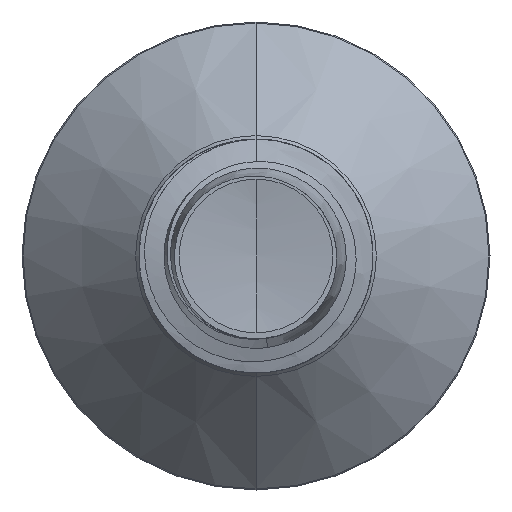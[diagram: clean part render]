
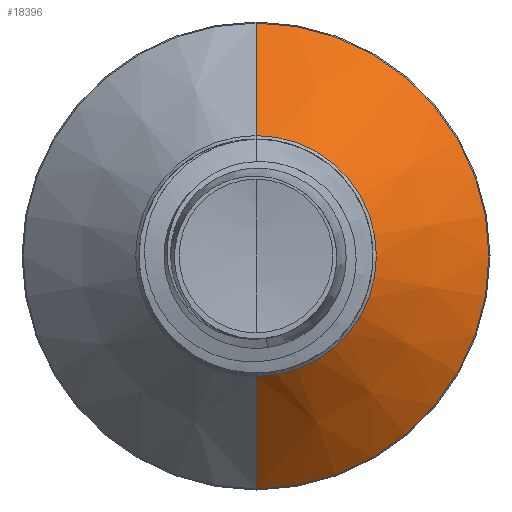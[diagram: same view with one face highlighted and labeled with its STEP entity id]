
A CAD part, front view. The second image highlights one B-rep face of the part: STEP entity #18396.
In plain terms, the highlighted conical face has half-angle 45 degrees and reference radius 3.088 mm.
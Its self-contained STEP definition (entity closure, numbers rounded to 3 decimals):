
#72 = VECTOR ( 'NONE', #27690, 1000. ) ;
#240 = VERTEX_POINT ( 'NONE', #34297 ) ;
#2085 = LINE ( 'NONE', #17959, #15872 ) ;
#2119 = DIRECTION ( 'NONE',  ( 0., 1., 0. ) ) ;
#3150 = ORIENTED_EDGE ( 'NONE', *, *, #18564, .T. ) ;
#3210 = AXIS2_PLACEMENT_3D ( 'NONE', #7332, #25602, #9974 ) ;
#5289 = ORIENTED_EDGE ( 'NONE', *, *, #21509, .T. ) ;
#5438 = AXIS2_PLACEMENT_3D ( 'NONE', #19439, #6351, #9025 ) ;
#6006 = CIRCLE ( 'NONE', #6505, 5.974 ) ;
#6351 = DIRECTION ( 'NONE',  ( 0., 1., 0. ) ) ;
#6397 = CARTESIAN_POINT ( 'NONE',  ( 0., 21.624, 5.974 ) ) ;
#6409 = LINE ( 'NONE', #9457, #72 ) ;
#6451 = ORIENTED_EDGE ( 'NONE', *, *, #27605, .F. ) ;
#6505 = AXIS2_PLACEMENT_3D ( 'NONE', #18507, #2119, #21075 ) ;
#7332 = CARTESIAN_POINT ( 'NONE',  ( 0., 18.739, 0. ) ) ;
#7373 = VERTEX_POINT ( 'NONE', #25616 ) ;
#9025 = DIRECTION ( 'NONE',  ( 0., 0., 1. ) ) ;
#9457 = CARTESIAN_POINT ( 'NONE',  ( 0., 18.739, -3.089 ) ) ;
#9974 = DIRECTION ( 'NONE',  ( 0., 0., 1. ) ) ;
#11175 = EDGE_LOOP ( 'NONE', ( #5289, #3150, #33770, #6451 ) ) ;
#11491 = VERTEX_POINT ( 'NONE', #6397 ) ;
#12721 = DIRECTION ( 'NONE',  ( 0., 0.707, 0.707 ) ) ;
#15069 = FACE_OUTER_BOUND ( 'NONE', #11175, .T. ) ;
#15452 = VERTEX_POINT ( 'NONE', #16164 ) ;
#15872 = VECTOR ( 'NONE', #12721, 1000. ) ;
#16164 = CARTESIAN_POINT ( 'NONE',  ( 0., 18.739, -3.089 ) ) ;
#17098 = EDGE_CURVE ( 'NONE', #11491, #7373, #6006, .T. ) ;
#17959 = CARTESIAN_POINT ( 'NONE',  ( 0., 18.739, 3.089 ) ) ;
#18396 = ADVANCED_FACE ( 'NONE', ( #15069 ), #20366, .T. ) ;
#18507 = CARTESIAN_POINT ( 'NONE',  ( 0., 21.624, 0. ) ) ;
#18564 = EDGE_CURVE ( 'NONE', #15452, #7373, #6409, .T. ) ;
#19439 = CARTESIAN_POINT ( 'NONE',  ( 0., 18.739, 0. ) ) ;
#20366 = CONICAL_SURFACE ( 'NONE', #5438, 3.089, 0.785 ) ;
#21075 = DIRECTION ( 'NONE',  ( 0., 0., 1. ) ) ;
#21509 = EDGE_CURVE ( 'NONE', #240, #15452, #24396, .T. ) ;
#24396 = CIRCLE ( 'NONE', #3210, 3.089 ) ;
#25602 = DIRECTION ( 'NONE',  ( 0., 1., 0. ) ) ;
#25616 = CARTESIAN_POINT ( 'NONE',  ( 0., 21.624, -5.974 ) ) ;
#27605 = EDGE_CURVE ( 'NONE', #240, #11491, #2085, .T. ) ;
#27690 = DIRECTION ( 'NONE',  ( 0., 0.707, -0.707 ) ) ;
#33770 = ORIENTED_EDGE ( 'NONE', *, *, #17098, .F. ) ;
#34297 = CARTESIAN_POINT ( 'NONE',  ( 0., 18.739, 3.089 ) ) ;
